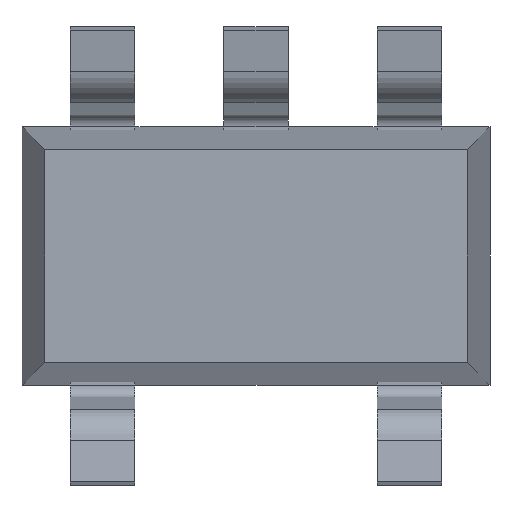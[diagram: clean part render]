
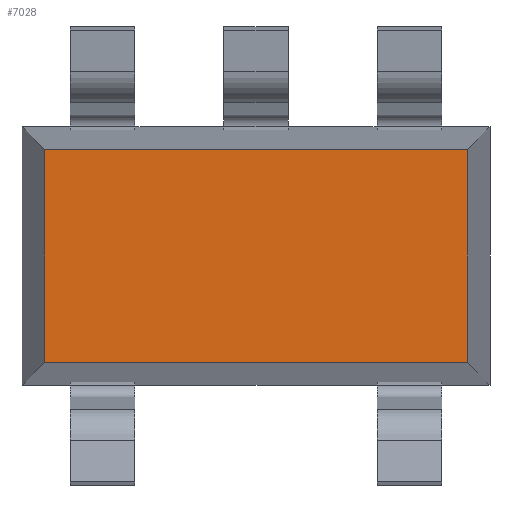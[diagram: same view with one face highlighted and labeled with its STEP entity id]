
A CAD part, front view. The second image highlights one B-rep face of the part: STEP entity #7028.
In plain terms, the highlighted planar face has unit normal (0, -1, 0).
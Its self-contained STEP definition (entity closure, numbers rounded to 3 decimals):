
#761 = ORIENTED_EDGE ( 'NONE', *, *, #4458, .F. ) ;
#1003 = CARTESIAN_POINT ( 'NONE',  ( 2.759, -1., -0.141 ) ) ;
#1257 = DIRECTION ( 'NONE',  ( 0., 0., -1. ) ) ;
#1398 = CARTESIAN_POINT ( 'NONE',  ( 2.759, -1., -1.459 ) ) ;
#1676 = ORIENTED_EDGE ( 'NONE', *, *, #2663, .T. ) ;
#2008 = EDGE_CURVE ( 'NONE', #6860, #5095, #6069, .T. ) ;
#2630 = VECTOR ( 'NONE', #3862, 1000. ) ;
#2663 = EDGE_CURVE ( 'NONE', #7669, #6860, #5078, .T. ) ;
#2900 = PLANE ( 'NONE',  #8532 ) ;
#3148 = CARTESIAN_POINT ( 'NONE',  ( 0.141, -1., 0. ) ) ;
#3286 = CARTESIAN_POINT ( 'NONE',  ( 0.141, -1., -1.459 ) ) ;
#3530 = LINE ( 'NONE', #8117, #2630 ) ;
#3862 = DIRECTION ( 'NONE',  ( 1., 0., 0. ) ) ;
#3952 = ORIENTED_EDGE ( 'NONE', *, *, #8575, .F. ) ;
#4110 = EDGE_LOOP ( 'NONE', ( #1676, #8940, #3952, #761 ) ) ;
#4400 = DIRECTION ( 'NONE',  ( 0., -1., 0. ) ) ;
#4458 = EDGE_CURVE ( 'NONE', #7669, #4492, #3530, .T. ) ;
#4491 = FACE_OUTER_BOUND ( 'NONE', #4110, .T. ) ;
#4492 = VERTEX_POINT ( 'NONE', #1003 ) ;
#5078 = LINE ( 'NONE', #3148, #5397 ) ;
#5095 = VERTEX_POINT ( 'NONE', #1398 ) ;
#5397 = VECTOR ( 'NONE', #6785, 1000. ) ;
#5524 = CARTESIAN_POINT ( 'NONE',  ( 2.759, -1., 0. ) ) ;
#6069 = LINE ( 'NONE', #6187, #7644 ) ;
#6187 = CARTESIAN_POINT ( 'NONE',  ( 0., -1., -1.459 ) ) ;
#6506 = DIRECTION ( 'NONE',  ( 0., 0., -1. ) ) ;
#6724 = CARTESIAN_POINT ( 'NONE',  ( 0.141, -1., -0.141 ) ) ;
#6740 = VECTOR ( 'NONE', #1257, 1000. ) ;
#6785 = DIRECTION ( 'NONE',  ( 0., 0., -1. ) ) ;
#6860 = VERTEX_POINT ( 'NONE', #3286 ) ;
#7028 = ADVANCED_FACE ( 'NONE', ( #4491 ), #2900, .T. ) ;
#7304 = LINE ( 'NONE', #5524, #6740 ) ;
#7644 = VECTOR ( 'NONE', #9080, 1000. ) ;
#7669 = VERTEX_POINT ( 'NONE', #6724 ) ;
#7935 = CARTESIAN_POINT ( 'NONE',  ( 0., -1., 0. ) ) ;
#8117 = CARTESIAN_POINT ( 'NONE',  ( 0., -1., -0.141 ) ) ;
#8532 = AXIS2_PLACEMENT_3D ( 'NONE', #7935, #4400, #6506 ) ;
#8575 = EDGE_CURVE ( 'NONE', #4492, #5095, #7304, .T. ) ;
#8940 = ORIENTED_EDGE ( 'NONE', *, *, #2008, .T. ) ;
#9080 = DIRECTION ( 'NONE',  ( 1., 0., 0. ) ) ;
